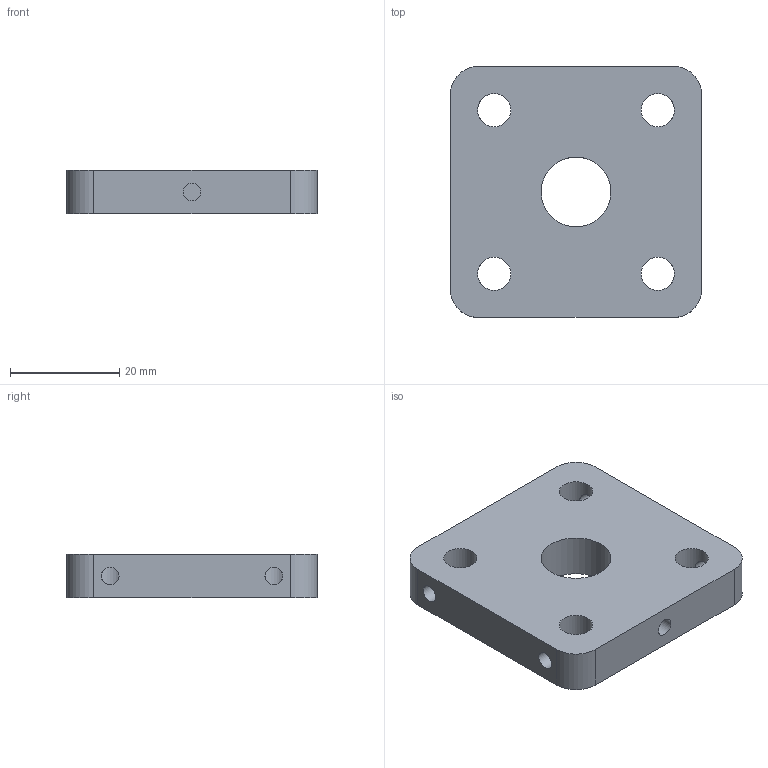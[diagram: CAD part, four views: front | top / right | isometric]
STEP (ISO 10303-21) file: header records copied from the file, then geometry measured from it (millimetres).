
FILE_DESCRIPTION(/* description */ (''),/* implementation_level */ '2;1');
FILE_NAME(/* name */ '30-BPNc-SM0,5.stp',/* time_stamp */ '2024-10-10T10:48:27+03:00',/* author */ ('asidnin'),/* organization */ (''),/* preprocessor_version */ 'ST-DEVELOPER v18',/* originating_system */ 'Autodesk Inventor 2020',/* authorisation */ '');
FILE_SCHEMA (('AUTOMOTIVE_DESIGN { 1 0 10303 214 3 1 1 }'));
Length unit declared in the file: millimetre
Products named in the file (1): Пластина диам.
30 мм
Bounding box: 46 x 46 x 8 mm (x, y, z)
Volume: 14464.2 mm3; surface area: 6333.9 mm2
Topology: 1 solids, 1 shells, 23 faces, 78 edges, 57 vertices
Faces by surface type: cylinder 15, plane 8
Full cylindrical faces by diameter (mm): 3.242 x5, 4.917 x1, 6.1 x4, 12.78 x1
Entity records: 1086 total; most frequent: CARTESIAN_POINT 297, ORIENTED_EDGE 156, DIRECTION 155, EDGE_CURVE 78, AXIS2_PLACEMENT_3D 63, VERTEX_POINT 57, EDGE_LOOP 41, CIRCLE 39
